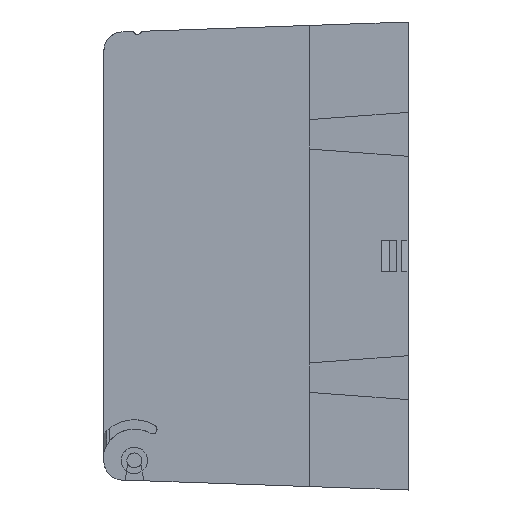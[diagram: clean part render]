
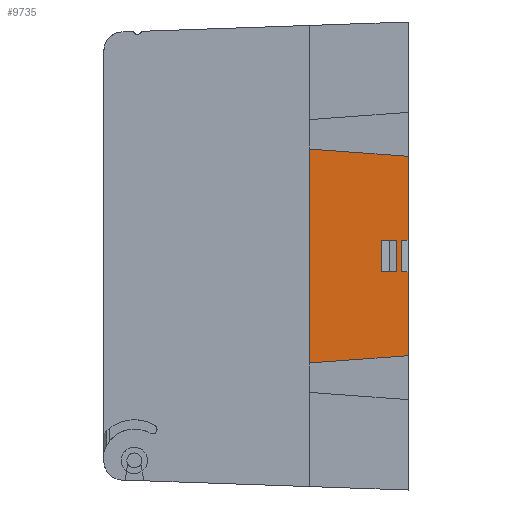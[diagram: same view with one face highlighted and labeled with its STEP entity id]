
A CAD part, left-side view. The second image highlights one B-rep face of the part: STEP entity #9735.
In plain terms, the highlighted planar face has unit normal (1, 0, 0).
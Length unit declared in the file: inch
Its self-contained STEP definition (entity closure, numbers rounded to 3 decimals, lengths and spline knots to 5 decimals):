
#515 = CARTESIAN_POINT ( 'NONE',  ( -0.9242, -1.605, -2.21333 ) ) ;
#544 = CARTESIAN_POINT ( 'NONE',  ( -0.9242, -1.3934, -2.21333 ) ) ;
#802 = CARTESIAN_POINT ( 'NONE',  ( -0.9242, -1.3934, 0.17 ) ) ;
#1215 = VECTOR ( 'NONE', #13823, 39.37008 ) ;
#2372 = LINE ( 'NONE', #5809, #11149 ) ;
#2447 = AXIS2_PLACEMENT_3D ( 'NONE', #8920, #8842, #8769 ) ;
#2707 = VERTEX_POINT ( 'NONE', #3242 ) ;
#3242 = CARTESIAN_POINT ( 'NONE',  ( -0.9242, -0.625, 1.14282 ) ) ;
#3331 = ORIENTED_EDGE ( 'NONE', *, *, #14972, .F. ) ;
#3419 = CARTESIAN_POINT ( 'NONE',  ( -0.9242, -1.605, -0.17 ) ) ;
#3938 = EDGE_LOOP ( 'NONE', ( #13346, #9509, #7164, #20554 ) ) ;
#4604 = CARTESIAN_POINT ( 'NONE',  ( -0.9242, -1.555, 0.17 ) ) ;
#4616 = ORIENTED_EDGE ( 'NONE', *, *, #13410, .F. ) ;
#4868 = EDGE_CURVE ( 'NONE', #21163, #16777, #19456, .T. ) ;
#4902 = DIRECTION ( 'NONE',  ( 0., 0.997, 0.074 ) ) ;
#4958 = VECTOR ( 'NONE', #12205, 39.37008 ) ;
#5284 = EDGE_CURVE ( 'NONE', #18773, #21163, #19695, .T. ) ;
#5505 = CARTESIAN_POINT ( 'NONE',  ( -0.9242, -1.675, -0.17 ) ) ;
#5724 = DIRECTION ( 'NONE',  ( 0., 0., 1. ) ) ;
#5779 = VECTOR ( 'NONE', #20734, 39.37008 ) ;
#5809 = CARTESIAN_POINT ( 'NONE',  ( -0.9242, -0.625, 0.17 ) ) ;
#6073 = CARTESIAN_POINT ( 'NONE',  ( -0.9242, -0.625, -1.14282 ) ) ;
#6350 = CARTESIAN_POINT ( 'NONE',  ( -0.9242, -1.605, 0.17 ) ) ;
#6592 = LINE ( 'NONE', #20377, #19699 ) ;
#7164 = ORIENTED_EDGE ( 'NONE', *, *, #10296, .F. ) ;
#7550 = DIRECTION ( 'NONE',  ( 0., -1., 0. ) ) ;
#8318 = LINE ( 'NONE', #544, #16957 ) ;
#8342 = ORIENTED_EDGE ( 'NONE', *, *, #13697, .F. ) ;
#8449 = DIRECTION ( 'NONE',  ( 0., 1., 0. ) ) ;
#8769 = DIRECTION ( 'NONE',  ( 0., 0., 1. ) ) ;
#8842 = DIRECTION ( 'NONE',  ( -1., 0., 0. ) ) ;
#8920 = CARTESIAN_POINT ( 'NONE',  ( -0.9242, -0.625, -2.21333 ) ) ;
#9308 = CARTESIAN_POINT ( 'NONE',  ( -0.9242, -1.675, 0.17 ) ) ;
#9509 = ORIENTED_EDGE ( 'NONE', *, *, #5284, .F. ) ;
#9602 = LINE ( 'NONE', #15434, #4958 ) ;
#9713 = LINE ( 'NONE', #515, #18812 ) ;
#9735 = ADVANCED_FACE ( 'NONE', ( #15111, #19505 ), #10723, .F. ) ;
#10238 = ORIENTED_EDGE ( 'NONE', *, *, #15343, .F. ) ;
#10296 = EDGE_CURVE ( 'NONE', #19020, #18773, #6592, .T. ) ;
#10633 = VERTEX_POINT ( 'NONE', #16034 ) ;
#10723 = PLANE ( 'NONE',  #2447 ) ;
#11149 = VECTOR ( 'NONE', #7550, 39.37008 ) ;
#11265 = VERTEX_POINT ( 'NONE', #5505 ) ;
#11788 = CARTESIAN_POINT ( 'NONE',  ( -0.9242, -0.625, -0.17 ) ) ;
#11929 = LINE ( 'NONE', #22245, #15937 ) ;
#11970 = CARTESIAN_POINT ( 'NONE',  ( -0.9242, -1.675, -2.25 ) ) ;
#12028 = DIRECTION ( 'NONE',  ( 0., -0.997, 0.074 ) ) ;
#12097 = VECTOR ( 'NONE', #12028, 39.37008 ) ;
#12205 = DIRECTION ( 'NONE',  ( 0., 0., 1. ) ) ;
#12521 = EDGE_CURVE ( 'NONE', #16777, #19020, #8318, .T. ) ;
#12812 = VECTOR ( 'NONE', #4902, 39.37008 ) ;
#12918 = VERTEX_POINT ( 'NONE', #3419 ) ;
#13314 = DIRECTION ( 'NONE',  ( 0., 0., 1. ) ) ;
#13333 = LINE ( 'NONE', #17014, #12812 ) ;
#13346 = ORIENTED_EDGE ( 'NONE', *, *, #4868, .F. ) ;
#13410 = EDGE_CURVE ( 'NONE', #11265, #12918, #17155, .T. ) ;
#13580 = CARTESIAN_POINT ( 'NONE',  ( -0.9242, -1.675, -1.065 ) ) ;
#13622 = VERTEX_POINT ( 'NONE', #6073 ) ;
#13630 = EDGE_CURVE ( 'NONE', #14943, #11265, #9602, .T. ) ;
#13685 = CARTESIAN_POINT ( 'NONE',  ( -0.9242, -1.555, -0.17 ) ) ;
#13697 = EDGE_CURVE ( 'NONE', #13622, #14943, #21013, .T. ) ;
#13823 = DIRECTION ( 'NONE',  ( 0., 0., 1. ) ) ;
#13943 = DIRECTION ( 'NONE',  ( 0., 0., -1. ) ) ;
#14160 = CARTESIAN_POINT ( 'NONE',  ( -0.9242, -0.625, -1.14282 ) ) ;
#14881 = VERTEX_POINT ( 'NONE', #6350 ) ;
#14943 = VERTEX_POINT ( 'NONE', #13580 ) ;
#14972 = EDGE_CURVE ( 'NONE', #10633, #2707, #13333, .T. ) ;
#15042 = EDGE_CURVE ( 'NONE', #15357, #10633, #19589, .T. ) ;
#15111 = FACE_BOUND ( 'NONE', #3938, .T. ) ;
#15324 = VECTOR ( 'NONE', #21840, 39.37008 ) ;
#15343 = EDGE_CURVE ( 'NONE', #14881, #15357, #2372, .T. ) ;
#15357 = VERTEX_POINT ( 'NONE', #9308 ) ;
#15434 = CARTESIAN_POINT ( 'NONE',  ( -0.9242, -1.675, -2.25 ) ) ;
#15452 = CARTESIAN_POINT ( 'NONE',  ( -0.9242, -0.625, -0.17 ) ) ;
#15688 = EDGE_CURVE ( 'NONE', #12918, #14881, #9713, .T. ) ;
#15937 = VECTOR ( 'NONE', #13943, 39.37008 ) ;
#16034 = CARTESIAN_POINT ( 'NONE',  ( -0.9242, -1.675, 1.065 ) ) ;
#16338 = CARTESIAN_POINT ( 'NONE',  ( -0.9242, -1.3934, -0.17 ) ) ;
#16642 = EDGE_LOOP ( 'NONE', ( #4616, #21694, #8342, #20687, #3331, #19560, #10238, #19041 ) ) ;
#16777 = VERTEX_POINT ( 'NONE', #16338 ) ;
#16957 = VECTOR ( 'NONE', #13314, 39.37008 ) ;
#17014 = CARTESIAN_POINT ( 'NONE',  ( -0.9242, -1.675, 1.065 ) ) ;
#17155 = LINE ( 'NONE', #11788, #21038 ) ;
#18297 = EDGE_CURVE ( 'NONE', #2707, #13622, #11929, .T. ) ;
#18773 = VERTEX_POINT ( 'NONE', #4604 ) ;
#18812 = VECTOR ( 'NONE', #5724, 39.37008 ) ;
#19020 = VERTEX_POINT ( 'NONE', #802 ) ;
#19041 = ORIENTED_EDGE ( 'NONE', *, *, #15688, .F. ) ;
#19456 = LINE ( 'NONE', #15452, #5779 ) ;
#19505 = FACE_OUTER_BOUND ( 'NONE', #16642, .T. ) ;
#19560 = ORIENTED_EDGE ( 'NONE', *, *, #15042, .F. ) ;
#19589 = LINE ( 'NONE', #11970, #1215 ) ;
#19695 = LINE ( 'NONE', #22021, #15324 ) ;
#19699 = VECTOR ( 'NONE', #20303, 39.37008 ) ;
#20303 = DIRECTION ( 'NONE',  ( 0., -1., 0. ) ) ;
#20377 = CARTESIAN_POINT ( 'NONE',  ( -0.9242, -0.625, 0.17 ) ) ;
#20554 = ORIENTED_EDGE ( 'NONE', *, *, #12521, .F. ) ;
#20687 = ORIENTED_EDGE ( 'NONE', *, *, #18297, .F. ) ;
#20734 = DIRECTION ( 'NONE',  ( 0., 1., 0. ) ) ;
#21013 = LINE ( 'NONE', #14160, #12097 ) ;
#21038 = VECTOR ( 'NONE', #8449, 39.37008 ) ;
#21163 = VERTEX_POINT ( 'NONE', #13685 ) ;
#21694 = ORIENTED_EDGE ( 'NONE', *, *, #13630, .F. ) ;
#21840 = DIRECTION ( 'NONE',  ( 0., 0., -1. ) ) ;
#22021 = CARTESIAN_POINT ( 'NONE',  ( -0.9242, -1.555, -2.21333 ) ) ;
#22245 = CARTESIAN_POINT ( 'NONE',  ( -0.9242, -0.625, -4.87979 ) ) ;
